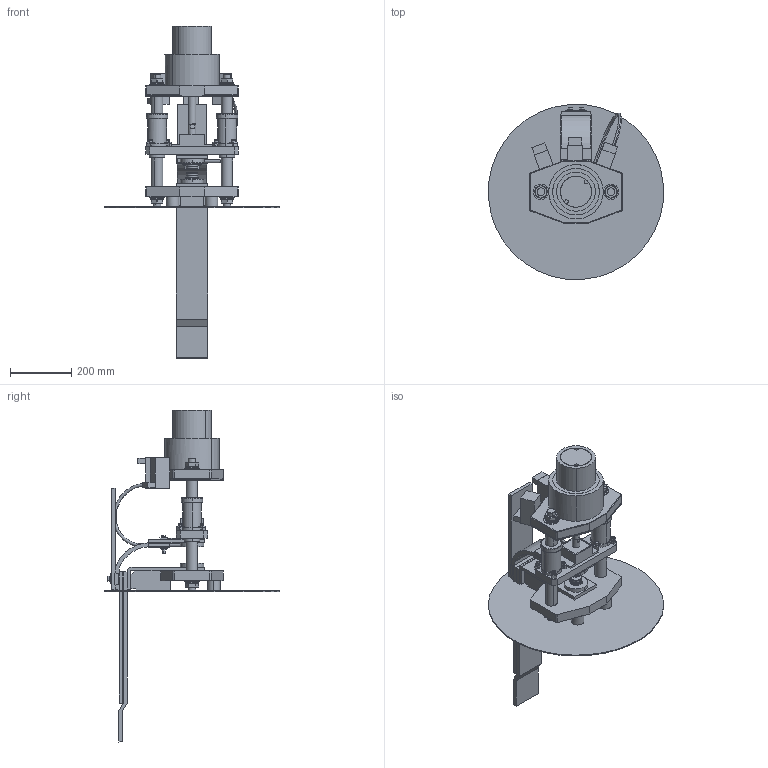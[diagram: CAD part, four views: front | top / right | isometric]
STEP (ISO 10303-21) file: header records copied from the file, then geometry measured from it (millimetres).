
FILE_DESCRIPTION (( 'STEP AP203' ), '1' );
FILE_NAME ('KN II PROJECTION WELD HEAD_DEFEATURED.STEP', '2016-06-21T23:24:13', ( 'USER' ), ( '' ), 'SwSTEP 2.0', 'SolidWorks 2014', '' );
FILE_SCHEMA (( 'CONFIG_CONTROL_DESIGN' ));
Length unit declared in the file: inch
Products named in the file (1): KN II PROJECTION WELD HEAD_DEFEATURED
Bounding box: 571.63 x 571.63 x 1084.11 mm (x, y, z)
Volume: 14638390.6 mm3; surface area: 1513882.2 mm2
Topology: 1 solids, 1 shells, 953 faces, 2394 edges, 1464 vertices
Faces by surface type: plane 524, cylinder 311, bspline 90, cone 16, torus 12
Entity records: 31023 total; most frequent: CARTESIAN_POINT 8761, ORIENTED_EDGE 4756, DIRECTION 4467, EDGE_CURVE 2378, VECTOR 1497, LINE 1497, AXIS2_PLACEMENT_3D 1485, VERTEX_POINT 1464
